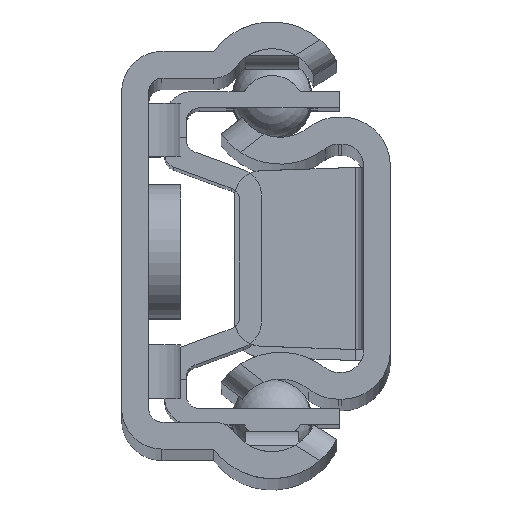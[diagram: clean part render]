
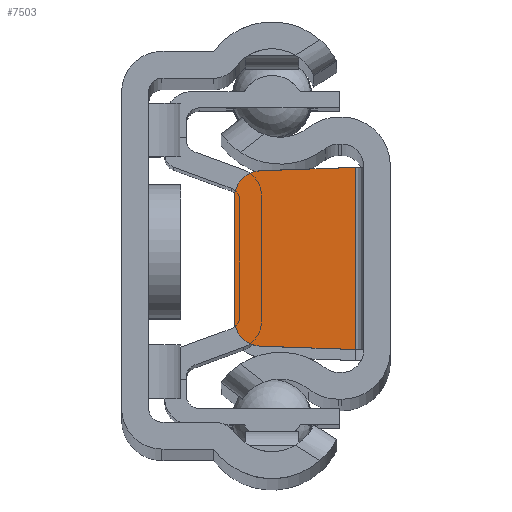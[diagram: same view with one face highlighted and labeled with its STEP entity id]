
A CAD part, top view. The second image highlights one B-rep face of the part: STEP entity #7503.
In plain terms, the highlighted planar face has unit normal (0, 0, 1).
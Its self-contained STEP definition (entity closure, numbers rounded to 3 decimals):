
#482=PLANE('',#8185);
#838=FACE_OUTER_BOUND('',#1276,.T.);
#1276=EDGE_LOOP('',(#6722,#6723,#6724,#6725,#6726,#6727));
#1966=LINE('',#13347,#2678);
#1979=LINE('',#13387,#2691);
#1981=LINE('',#13398,#2693);
#1982=LINE('',#13399,#2694);
#2678=VECTOR('',#10054,10.);
#2691=VECTOR('',#10093,10.);
#2693=VECTOR('',#10105,10.);
#2694=VECTOR('',#10106,10.);
#3026=CIRCLE('',#8163,1.);
#3029=CIRCLE('',#8169,1.);
#3686=VERTEX_POINT('',#13327);
#3687=VERTEX_POINT('',#13328);
#3694=VERTEX_POINT('',#13346);
#3695=VERTEX_POINT('',#13350);
#3708=VERTEX_POINT('',#13385);
#3712=VERTEX_POINT('',#13397);
#4712=EDGE_CURVE('',#3686,#3687,#3026,.T.);
#4721=EDGE_CURVE('',#3694,#3687,#1966,.T.);
#4723=EDGE_CURVE('',#3694,#3695,#3029,.T.);
#4741=EDGE_CURVE('',#3686,#3708,#1979,.T.);
#4746=EDGE_CURVE('',#3712,#3708,#1981,.T.);
#4747=EDGE_CURVE('',#3695,#3712,#1982,.T.);
#6722=ORIENTED_EDGE('',*,*,#4712,.F.);
#6723=ORIENTED_EDGE('',*,*,#4741,.T.);
#6724=ORIENTED_EDGE('',*,*,#4746,.F.);
#6725=ORIENTED_EDGE('',*,*,#4747,.F.);
#6726=ORIENTED_EDGE('',*,*,#4723,.F.);
#6727=ORIENTED_EDGE('',*,*,#4721,.T.);
#7503=ADVANCED_FACE('',(#838),#482,.T.);
#8163=AXIS2_PLACEMENT_3D('',#13329,#10038,#10039);
#8169=AXIS2_PLACEMENT_3D('',#13351,#10058,#10059);
#8185=AXIS2_PLACEMENT_3D('',#13396,#10103,#10104);
#10038=DIRECTION('center_axis',(0.,0.,
-1.));
#10039=DIRECTION('ref_axis',(-0.719,-0.695,0.));
#10054=DIRECTION('',(0.,-1.,0.));
#10058=DIRECTION('center_axis',(0.,0.,
-1.));
#10059=DIRECTION('ref_axis',(-0.719,0.695,0.));
#10093=DIRECTION('',(0.999,-0.035,0.));
#10103=DIRECTION('center_axis',(0.,0.,
1.));
#10104=DIRECTION('ref_axis',(1.,0.,0.));
#10105=DIRECTION('',(0.,-1.,0.));
#10106=DIRECTION('',(0.999,0.035,0.));
#13327=CARTESIAN_POINT('',(-0.435,-3.266,71.));
#13328=CARTESIAN_POINT('',(-1.4,-2.267,71.));
#13329=CARTESIAN_POINT('Origin',(-0.4,-2.267,71.));
#13346=CARTESIAN_POINT('',(-1.4,2.267,71.));
#13347=CARTESIAN_POINT('',(-1.4,3.4,71.));
#13350=CARTESIAN_POINT('',(-0.435,3.266,71.));
#13351=CARTESIAN_POINT('Origin',(-0.4,2.267,71.));
#13385=CARTESIAN_POINT('',(3.1,-3.39,71.));
#13387=CARTESIAN_POINT('',(-0.052,-3.279,71.));
#13396=CARTESIAN_POINT('Origin',(-1.4,3.4,71.));
#13397=CARTESIAN_POINT('',(3.1,3.39,71.));
#13398=CARTESIAN_POINT('',(3.1,3.4,71.));
#13399=CARTESIAN_POINT('',(0.067,3.284,71.));
